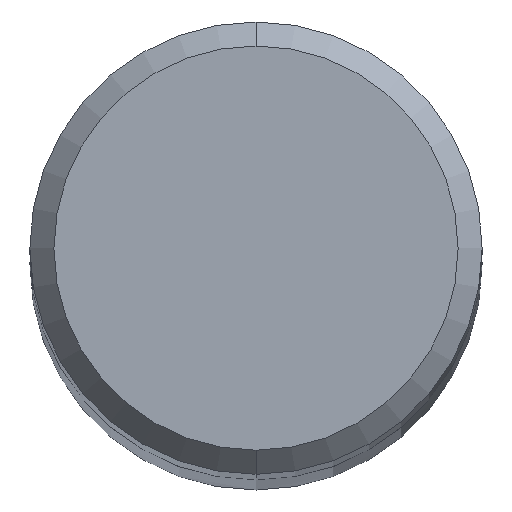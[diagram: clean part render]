
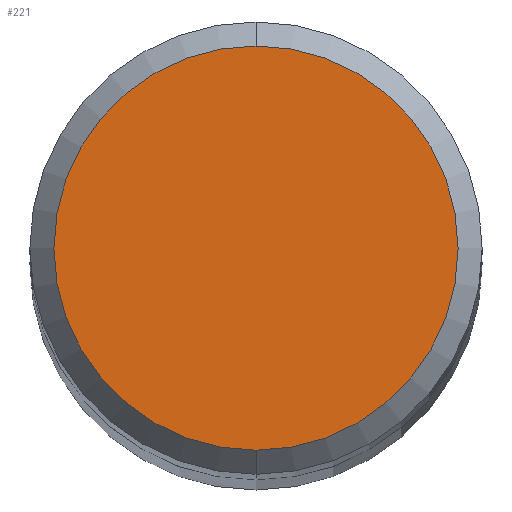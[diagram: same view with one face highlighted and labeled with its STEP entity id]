
A CAD part, top view. The second image highlights one B-rep face of the part: STEP entity #221.
In plain terms, the highlighted planar face has unit normal (0, 0, 1).
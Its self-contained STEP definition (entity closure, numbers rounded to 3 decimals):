
#221=ADVANCED_FACE('',(#486),#487,.T.);
#239=VERTEX_POINT('',#508);
#249=EDGE_CURVE('',#239,#369,#518,.T.);
#261=EDGE_CURVE('',#369,#239,#531,.T.);
#369=VERTEX_POINT('',#648);
#486=FACE_OUTER_BOUND('',#804,.T.);
#487=PLANE('',#805);
#508=CARTESIAN_POINT('',(0.0,4.2,63.0));
#518=CIRCLE('',#842,4.2);
#531=CIRCLE('',#856,4.2);
#648=CARTESIAN_POINT('',(0.,-4.2,63.0));
#804=EDGE_LOOP('',(#1351,#1352));
#805=AXIS2_PLACEMENT_3D('',#1353,#1354,#1355);
#842=AXIS2_PLACEMENT_3D('',#1401,#1402,#1403);
#856=AXIS2_PLACEMENT_3D('',#1410,#1411,#1412);
#1351=ORIENTED_EDGE('',*,*,#249,.F.);
#1352=ORIENTED_EDGE('',*,*,#261,.F.);
#1353=CARTESIAN_POINT('',(0.0,2.1,63.0));
#1354=DIRECTION('',(0.0,0.0,1.0));
#1355=DIRECTION('',(0.0,-1.0,0.0));
#1401=CARTESIAN_POINT('',(0.0,0.0,63.0));
#1402=DIRECTION('',(0.0,0.0,-1.0));
#1403=DIRECTION('',(0.0,1.0,0.0));
#1410=CARTESIAN_POINT('',(0.0,0.0,63.0));
#1411=DIRECTION('',(0.0,0.0,-1.0));
#1412=DIRECTION('',(0.0,1.0,0.0));
